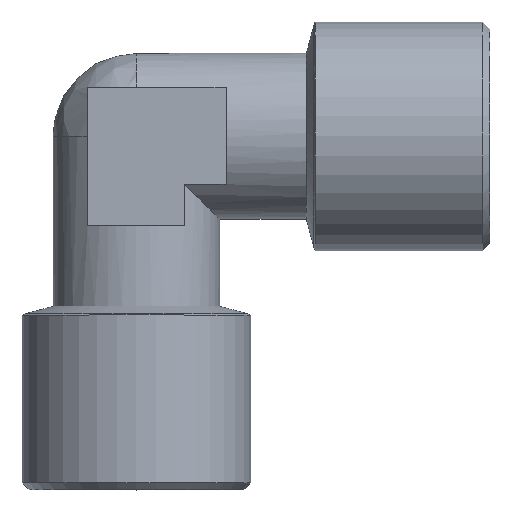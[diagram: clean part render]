
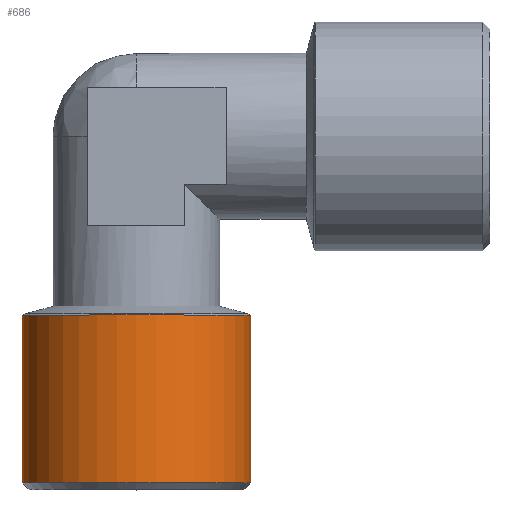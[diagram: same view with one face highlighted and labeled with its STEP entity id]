
A CAD part, top view. The second image highlights one B-rep face of the part: STEP entity #686.
In plain terms, the highlighted cylindrical face has radius 8.25 mm (diameter 16.5 mm), a full revolution.
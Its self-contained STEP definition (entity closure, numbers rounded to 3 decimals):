
#16 = AXIS2_PLACEMENT_3D ( 'NONE', #1080, #1079, #1078 ) ;
#19 = EDGE_CURVE ( 'NONE', #627, #627, #577, .T. ) ;
#36 = AXIS2_PLACEMENT_3D ( 'NONE', #903, #887, #880 ) ;
#38 = AXIS2_PLACEMENT_3D ( 'NONE', #1014, #1008, #1001 ) ;
#43 = EDGE_CURVE ( 'NONE', #328, #400, #501, .T. ) ;
#125 = AXIS2_PLACEMENT_3D ( 'NONE', #1280, #1277, #1291 ) ;
#136 = EDGE_CURVE ( 'NONE', #400, #328, #554, .T. ) ;
#188 = CARTESIAN_POINT ( 'NONE',  ( 0., 1., 8.25 ) ) ;
#328 = VERTEX_POINT ( 'NONE', #1083 ) ;
#400 = VERTEX_POINT ( 'NONE', #811 ) ;
#420 = EDGE_LOOP ( 'NONE', ( #548 ) ) ;
#443 = ORIENTED_EDGE ( 'NONE', *, *, #43, .F. ) ;
#455 = FACE_OUTER_BOUND ( 'NONE', #571, .T. ) ;
#501 = CIRCLE ( 'NONE', #36, 8.25 ) ;
#548 = ORIENTED_EDGE ( 'NONE', *, *, #19, .T. ) ;
#554 = CIRCLE ( 'NONE', #16, 8.25 ) ;
#571 = EDGE_LOOP ( 'NONE', ( #576, #443 ) ) ;
#572 = CYLINDRICAL_SURFACE ( 'NONE', #125, 8.25 ) ;
#576 = ORIENTED_EDGE ( 'NONE', *, *, #136, .F. ) ;
#577 = CIRCLE ( 'NONE', #38, 8.25 ) ;
#614 = FACE_OUTER_BOUND ( 'NONE', #420, .T. ) ;
#627 = VERTEX_POINT ( 'NONE', #188 ) ;
#686 = ADVANCED_FACE ( 'NONE', ( #614, #455 ), #572, .T. ) ;
#811 = CARTESIAN_POINT ( 'NONE',  ( 0., 13.099, 8.25 ) ) ;
#880 = DIRECTION ( 'NONE',  ( 0., 0., 1. ) ) ;
#887 = DIRECTION ( 'NONE',  ( 0., 1., 0. ) ) ;
#903 = CARTESIAN_POINT ( 'NONE',  ( 0., 13.099, 0. ) ) ;
#1001 = DIRECTION ( 'NONE',  ( 0., 0., 1. ) ) ;
#1008 = DIRECTION ( 'NONE',  ( 0., 1., 0. ) ) ;
#1014 = CARTESIAN_POINT ( 'NONE',  ( 0., 1., 0. ) ) ;
#1078 = DIRECTION ( 'NONE',  ( 0., 0., 1. ) ) ;
#1079 = DIRECTION ( 'NONE',  ( 0., 1., 0. ) ) ;
#1080 = CARTESIAN_POINT ( 'NONE',  ( 0., 13.099, 0. ) ) ;
#1083 = CARTESIAN_POINT ( 'NONE',  ( 0., 13.099, -8.25 ) ) ;
#1277 = DIRECTION ( 'NONE',  ( 0., 1., 0. ) ) ;
#1280 = CARTESIAN_POINT ( 'NONE',  ( 0., 1., 0. ) ) ;
#1291 = DIRECTION ( 'NONE',  ( 0., 0., 1. ) ) ;
